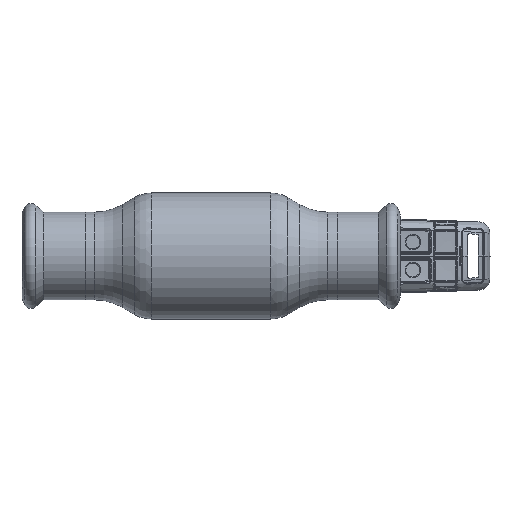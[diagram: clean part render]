
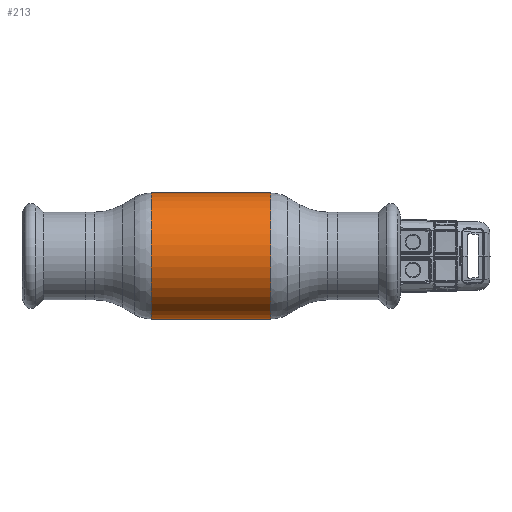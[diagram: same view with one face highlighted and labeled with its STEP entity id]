
A CAD part, front view. The second image highlights one B-rep face of the part: STEP entity #213.
In plain terms, the highlighted cylindrical face has radius 22.5 mm (diameter 45 mm), a partial arc.
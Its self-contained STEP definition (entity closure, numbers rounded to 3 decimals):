
#213 = ADVANCED_FACE ( 'NONE', ( #63044 ), #59868, .T. ) ;
#1263 = ORIENTED_EDGE ( 'NONE', *, *, #19490, .T. ) ;
#2251 = LINE ( 'NONE', #28606, #17870 ) ;
#3727 = VERTEX_POINT ( 'NONE', #37293 ) ;
#5609 = DIRECTION ( 'NONE',  ( -1., 0., 0. ) ) ;
#8049 = DIRECTION ( 'NONE',  ( -1., 0., 0. ) ) ;
#10419 = CARTESIAN_POINT ( 'NONE',  ( -21.285, 0., 0. ) ) ;
#11535 = EDGE_LOOP ( 'NONE', ( #37572, #23820, #1263, #12782 ) ) ;
#11983 = CARTESIAN_POINT ( 'NONE',  ( 21.285, 0., 22.5 ) ) ;
#12782 = ORIENTED_EDGE ( 'NONE', *, *, #60505, .F. ) ;
#14482 = AXIS2_PLACEMENT_3D ( 'NONE', #24665, #5609, #60254 ) ;
#15561 = AXIS2_PLACEMENT_3D ( 'NONE', #10419, #50788, #55614 ) ;
#17870 = VECTOR ( 'NONE', #64394, 1000. ) ;
#19285 = CARTESIAN_POINT ( 'NONE',  ( -21.285, 0., 22.5 ) ) ;
#19490 = EDGE_CURVE ( 'NONE', #46356, #47501, #2251, .T. ) ;
#20211 = DIRECTION ( 'NONE',  ( -1., 0., 0. ) ) ;
#21856 = EDGE_CURVE ( 'NONE', #3727, #23263, #30116, .T. ) ;
#23263 = VERTEX_POINT ( 'NONE', #45791 ) ;
#23820 = ORIENTED_EDGE ( 'NONE', *, *, #34666, .T. ) ;
#24665 = CARTESIAN_POINT ( 'NONE',  ( 21.285, 0., 0. ) ) ;
#26258 = AXIS2_PLACEMENT_3D ( 'NONE', #32781, #8049, #33207 ) ;
#28606 = CARTESIAN_POINT ( 'NONE',  ( -62.69, 0., 22.5 ) ) ;
#30116 = LINE ( 'NONE', #35740, #40207 ) ;
#32781 = CARTESIAN_POINT ( 'NONE',  ( -62.69, 0., 0. ) ) ;
#33207 = DIRECTION ( 'NONE',  ( 0., 0., 1. ) ) ;
#34666 = EDGE_CURVE ( 'NONE', #3727, #46356, #40107, .T. ) ;
#35740 = CARTESIAN_POINT ( 'NONE',  ( -62.69, 0., -22.5 ) ) ;
#37293 = CARTESIAN_POINT ( 'NONE',  ( 21.285, 0., -22.5 ) ) ;
#37572 = ORIENTED_EDGE ( 'NONE', *, *, #21856, .F. ) ;
#40107 = CIRCLE ( 'NONE', #14482, 22.5 ) ;
#40207 = VECTOR ( 'NONE', #20211, 1000. ) ;
#45791 = CARTESIAN_POINT ( 'NONE',  ( -21.285, 0., -22.5 ) ) ;
#46356 = VERTEX_POINT ( 'NONE', #11983 ) ;
#47501 = VERTEX_POINT ( 'NONE', #19285 ) ;
#50788 = DIRECTION ( 'NONE',  ( -1., 0., 0. ) ) ;
#53847 = CIRCLE ( 'NONE', #15561, 22.5 ) ;
#55614 = DIRECTION ( 'NONE',  ( 0., 0., 1. ) ) ;
#59868 = CYLINDRICAL_SURFACE ( 'NONE', #26258, 22.5 ) ;
#60254 = DIRECTION ( 'NONE',  ( 0., 0., 1. ) ) ;
#60505 = EDGE_CURVE ( 'NONE', #23263, #47501, #53847, .T. ) ;
#63044 = FACE_OUTER_BOUND ( 'NONE', #11535, .T. ) ;
#64394 = DIRECTION ( 'NONE',  ( -1., 0., 0. ) ) ;
